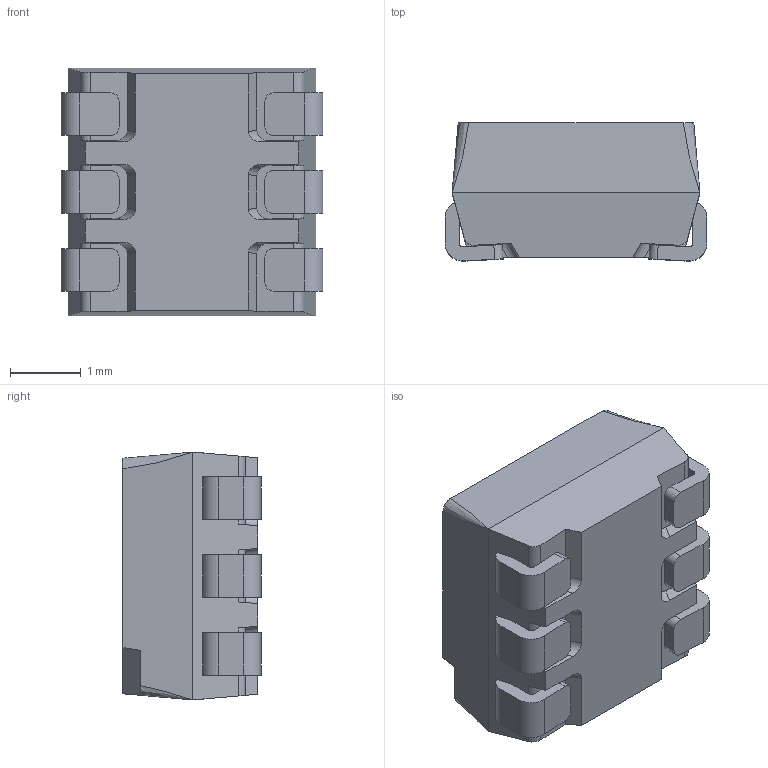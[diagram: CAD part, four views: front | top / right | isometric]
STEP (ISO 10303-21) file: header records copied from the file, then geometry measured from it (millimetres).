
FILE_DESCRIPTION (( 'STEP AP214' ), '1' );
FILE_NAME ('S35354RGBWSK6812MINID001.STEP', '2026-01-02T06:04:21', ( 'LENOVO' ), ( '' ), 'SwSTEP 2.0', 'SolidWorks 2021', '' );
FILE_SCHEMA (( 'AUTOMOTIVE_DESIGN' ));
Length unit declared in the file: millimetre
Products named in the file (1): S35354RGBWSK6812MINID001
Bounding box: 3.7 x 1.95 x 3.5 mm (x, y, z)
Volume: 21.9 mm3; surface area: 79.7 mm2
Topology: 9 solids, 9 shells, 158 faces, 410 edges, 268 vertices
Faces by surface type: plane 98, cylinder 56, bspline 4
Entity records: 5018 total; most frequent: CARTESIAN_POINT 1099, ORIENTED_EDGE 812, DIRECTION 760, EDGE_CURVE 406, VECTOR 282, LINE 282, VERTEX_POINT 268, AXIS2_PLACEMENT_3D 239
